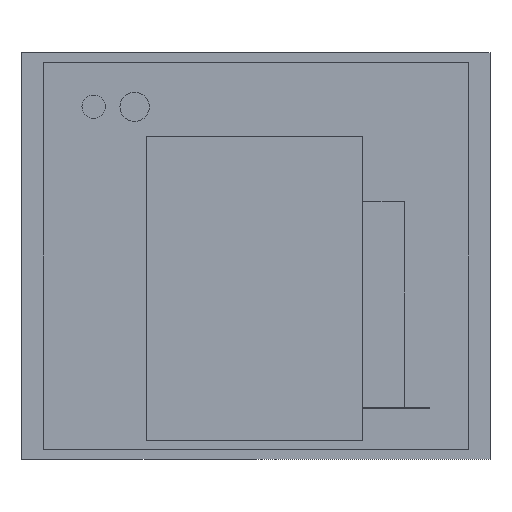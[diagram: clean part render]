
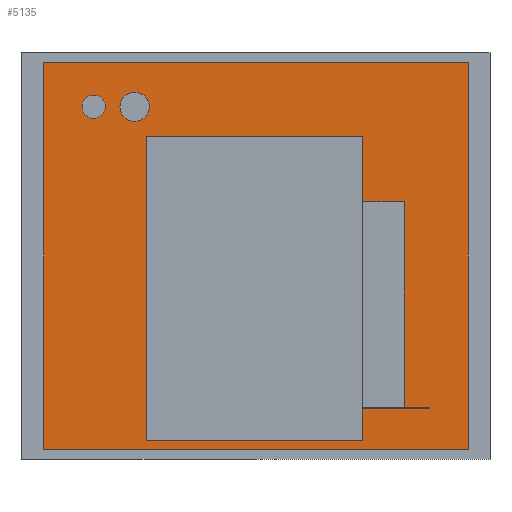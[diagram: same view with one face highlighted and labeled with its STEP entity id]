
A CAD part, front view. The second image highlights one B-rep face of the part: STEP entity #5135.
In plain terms, the highlighted planar face has unit normal (0, -1, 0).
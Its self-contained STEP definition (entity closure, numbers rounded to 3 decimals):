
#46=FACE_BOUND('',#557,.T.);
#47=FACE_BOUND('',#558,.T.);
#58=CIRCLE('',#5486,20.);
#60=CIRCLE('',#5490,25.);
#239=FACE_OUTER_BOUND('',#556,.T.);
#556=EDGE_LOOP('',(#3475,#3476,#3477,#3478));
#557=EDGE_LOOP('',(#3479));
#558=EDGE_LOOP('',(#3480));
#900=LINE('',#7429,#1548);
#902=LINE('',#7433,#1550);
#904=LINE('',#7437,#1552);
#906=LINE('',#7440,#1554);
#1548=VECTOR('',#5974,10.);
#1550=VECTOR('',#5978,10.);
#1552=VECTOR('',#5982,10.);
#1554=VECTOR('',#5986,10.);
#2162=VERTEX_POINT('',#7355);
#2164=VERTEX_POINT('',#7362);
#2185=VERTEX_POINT('',#7426);
#2186=VERTEX_POINT('',#7428);
#2187=VERTEX_POINT('',#7432);
#2188=VERTEX_POINT('',#7436);
#2655=EDGE_CURVE('',#2162,#2162,#58,.T.);
#2658=EDGE_CURVE('',#2164,#2164,#60,.T.);
#2688=EDGE_CURVE('',#2186,#2185,#900,.T.);
#2690=EDGE_CURVE('',#2187,#2186,#902,.T.);
#2692=EDGE_CURVE('',#2188,#2187,#904,.T.);
#2694=EDGE_CURVE('',#2185,#2188,#906,.T.);
#3475=ORIENTED_EDGE('',*,*,#2694,.T.);
#3476=ORIENTED_EDGE('',*,*,#2692,.T.);
#3477=ORIENTED_EDGE('',*,*,#2690,.T.);
#3478=ORIENTED_EDGE('',*,*,#2688,.T.);
#3479=ORIENTED_EDGE('',*,*,#2655,.T.);
#3480=ORIENTED_EDGE('',*,*,#2658,.T.);
#4860=PLANE('',#5507);
#5135=ADVANCED_FACE('',(#239,#46,#47),#4860,.T.);
#5486=AXIS2_PLACEMENT_3D('',#7357,#5908,#5909);
#5490=AXIS2_PLACEMENT_3D('',#7364,#5917,#5918);
#5507=AXIS2_PLACEMENT_3D('',#7441,#5987,#5988);
#5908=DIRECTION('center_axis',(0.,1.,0.));
#5909=DIRECTION('ref_axis',(1.,0.,0.));
#5917=DIRECTION('center_axis',(0.,1.,0.));
#5918=DIRECTION('ref_axis',(1.,0.,0.));
#5974=DIRECTION('',(0.,0.,-1.));
#5978=DIRECTION('',(-1.,0.,0.));
#5982=DIRECTION('',(0.,0.,1.));
#5986=DIRECTION('',(1.,0.,0.));
#5987=DIRECTION('center_axis',(0.,-1.,0.));
#5988=DIRECTION('ref_axis',(0.,0.,-1.));
#7355=CARTESIAN_POINT('',(-297.5,-370.,255.));
#7357=CARTESIAN_POINT('Origin',(-277.5,-370.,255.));
#7362=CARTESIAN_POINT('',(-232.5,-370.,255.));
#7364=CARTESIAN_POINT('Origin',(-207.5,-370.,255.));
#7426=CARTESIAN_POINT('',(-362.5,-370.,-330.));
#7428=CARTESIAN_POINT('',(-362.5,-370.,330.));
#7429=CARTESIAN_POINT('',(-362.5,-370.,-330.));
#7432=CARTESIAN_POINT('',(362.5,-370.,330.));
#7433=CARTESIAN_POINT('',(-362.5,-370.,330.));
#7436=CARTESIAN_POINT('',(362.5,-370.,-330.));
#7437=CARTESIAN_POINT('',(362.5,-370.,330.));
#7440=CARTESIAN_POINT('',(362.5,-370.,-330.));
#7441=CARTESIAN_POINT('Origin',(0.,-370.,0.));
